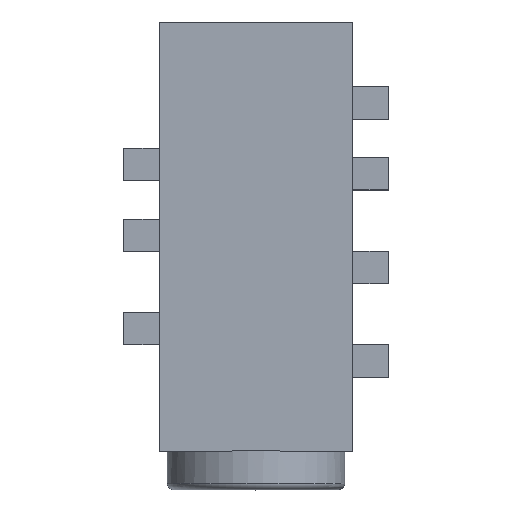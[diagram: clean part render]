
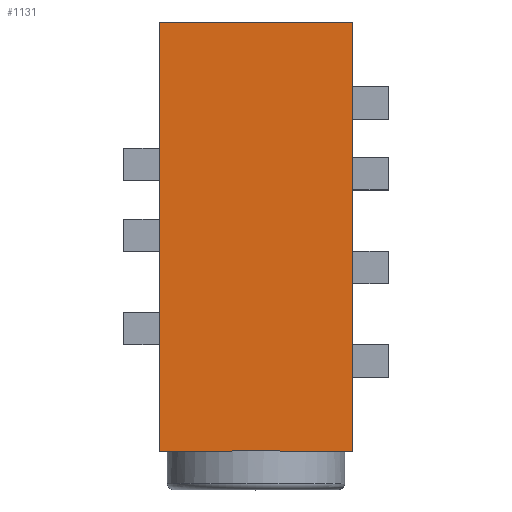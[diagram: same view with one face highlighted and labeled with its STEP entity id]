
A CAD part, top view. The second image highlights one B-rep face of the part: STEP entity #1131.
In plain terms, the highlighted planar face has unit normal (0, 0, 1).
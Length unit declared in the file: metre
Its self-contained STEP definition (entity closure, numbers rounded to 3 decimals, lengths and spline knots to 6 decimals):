
#92=LINE('',#1865,#234);
#112=LINE('',#1900,#254);
#115=LINE('',#1907,#257);
#116=LINE('',#1911,#258);
#117=LINE('',#1913,#259);
#118=LINE('',#1915,#260);
#234=VECTOR('',#1535,1.);
#254=VECTOR('',#1557,1.);
#257=VECTOR('',#1564,1.);
#258=VECTOR('',#1569,1.);
#259=VECTOR('',#1572,1.);
#260=VECTOR('',#1575,1.);
#422=ORIENTED_EDGE('',*,*,#710,.F.);
#423=ORIENTED_EDGE('',*,*,#716,.T.);
#424=ORIENTED_EDGE('',*,*,#718,.T.);
#425=ORIENTED_EDGE('',*,*,#714,.T.);
#426=ORIENTED_EDGE('',*,*,#690,.T.);
#427=ORIENTED_EDGE('',*,*,#717,.F.);
#690=EDGE_CURVE('',#845,#844,#92,.T.);
#710=EDGE_CURVE('',#858,#859,#112,.T.);
#714=EDGE_CURVE('',#860,#845,#115,.T.);
#716=EDGE_CURVE('',#858,#861,#116,.T.);
#717=EDGE_CURVE('',#859,#844,#117,.T.);
#718=EDGE_CURVE('',#861,#860,#118,.T.);
#844=VERTEX_POINT('',#1864);
#845=VERTEX_POINT('',#1866);
#858=VERTEX_POINT('',#1899);
#859=VERTEX_POINT('',#1901);
#860=VERTEX_POINT('',#1906);
#861=VERTEX_POINT('',#1910);
#934=EDGE_LOOP('',(#422,#423,#424,#425,#426,#427));
#1006=FACE_BOUND('',#934,.T.);
#1076=PLANE('',#1421);
#1131=ADVANCED_FACE('',(#1006),#1076,.T.);
#1421=AXIS2_PLACEMENT_3D('',#1914,#1573,#1574);
#1535=DIRECTION('',(0.,1.,0.));
#1557=DIRECTION('',(0.,1.,0.));
#1564=DIRECTION('',(1.,0.,0.));
#1569=DIRECTION('',(1.,0.,0.));
#1572=DIRECTION('',(1.,0.,0.));
#1573=DIRECTION('',(0.,0.,1.));
#1574=DIRECTION('',(1.,0.,0.));
#1575=DIRECTION('',(1.,0.,0.));
#1864=CARTESIAN_POINT('',(0.003,0.0133,0.005));
#1865=CARTESIAN_POINT('',(0.003,0.00665,0.005));
#1866=CARTESIAN_POINT('',(0.003,0.,0.005));
#1899=CARTESIAN_POINT('',(-0.003,0.,0.005));
#1900=CARTESIAN_POINT('',(-0.003,0.00665,0.005));
#1901=CARTESIAN_POINT('',(-0.003,0.0133,0.005));
#1906=CARTESIAN_POINT('',(0.001146,0.,0.005));
#1907=CARTESIAN_POINT('',(0.,0.,0.005));
#1910=CARTESIAN_POINT('',(-0.001146,0.,0.005));
#1911=CARTESIAN_POINT('',(0.,0.,0.005));
#1913=CARTESIAN_POINT('',(0.,0.0133,0.005));
#1914=CARTESIAN_POINT('',(0.,0.00665,0.005));
#1915=CARTESIAN_POINT('',(0.,0.,0.005));
